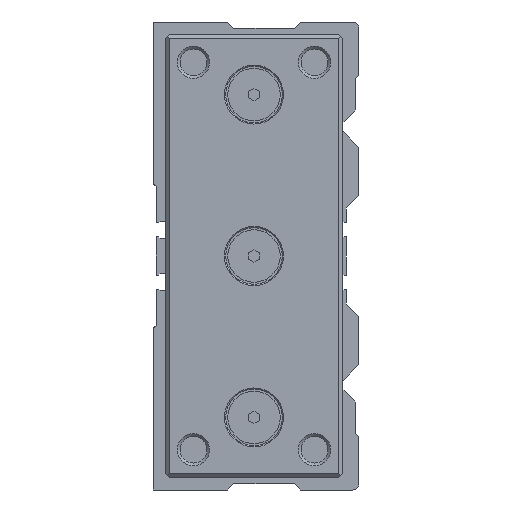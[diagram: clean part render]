
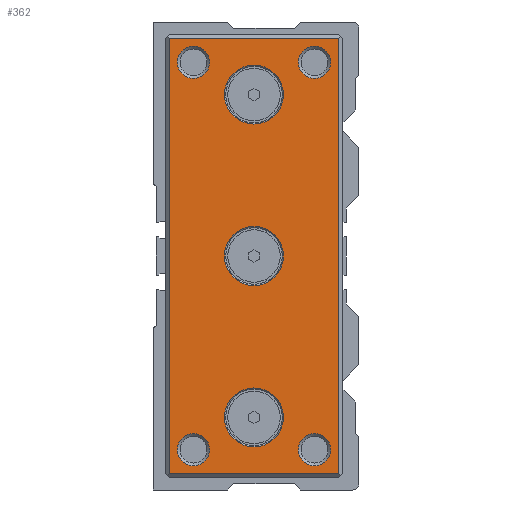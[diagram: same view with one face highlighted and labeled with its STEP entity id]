
A CAD part, left-side view. The second image highlights one B-rep face of the part: STEP entity #362.
In plain terms, the highlighted planar face has unit normal (-1, 0, 0).
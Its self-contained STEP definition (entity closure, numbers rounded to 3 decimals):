
#362 = ADVANCED_FACE( '', ( #818, #819, #820, #821, #822, #823, #824, #825 ), #826, .F. );
#818 = FACE_BOUND( '', #1378, .T. );
#819 = FACE_OUTER_BOUND( '', #1379, .T. );
#820 = FACE_BOUND( '', #1380, .T. );
#821 = FACE_BOUND( '', #1381, .T. );
#822 = FACE_BOUND( '', #1382, .T. );
#823 = FACE_BOUND( '', #1383, .T. );
#824 = FACE_BOUND( '', #1384, .T. );
#825 = FACE_BOUND( '', #1385, .T. );
#826 = PLANE( '', #1386 );
#1378 = EDGE_LOOP( '', ( #2732 ) );
#1379 = EDGE_LOOP( '', ( #2733, #2734, #2735, #2736 ) );
#1380 = EDGE_LOOP( '', ( #2737 ) );
#1381 = EDGE_LOOP( '', ( #2738 ) );
#1382 = EDGE_LOOP( '', ( #2739 ) );
#1383 = EDGE_LOOP( '', ( #2740 ) );
#1384 = EDGE_LOOP( '', ( #2741 ) );
#1385 = EDGE_LOOP( '', ( #2742 ) );
#1386 = AXIS2_PLACEMENT_3D( '', #2743, #2744, #2745 );
#2732 = ORIENTED_EDGE( '', *, *, #3543, .T. );
#2733 = ORIENTED_EDGE( '', *, *, #3544, .T. );
#2734 = ORIENTED_EDGE( '', *, *, #3513, .T. );
#2735 = ORIENTED_EDGE( '', *, *, #3545, .F. );
#2736 = ORIENTED_EDGE( '', *, *, #3527, .F. );
#2737 = ORIENTED_EDGE( '', *, *, #3546, .T. );
#2738 = ORIENTED_EDGE( '', *, *, #3547, .T. );
#2739 = ORIENTED_EDGE( '', *, *, #3548, .T. );
#2740 = ORIENTED_EDGE( '', *, *, #3549, .T. );
#2741 = ORIENTED_EDGE( '', *, *, #3550, .T. );
#2742 = ORIENTED_EDGE( '', *, *, #3551, .T. );
#2743 = CARTESIAN_POINT( '', ( -14., 0., 0. ) );
#2744 = DIRECTION( '', ( 1., 0., 0. ) );
#2745 = DIRECTION( '', ( 0., 0., -1. ) );
#3513 = EDGE_CURVE( '', #4243, #4241, #4244, .T. );
#3527 = EDGE_CURVE( '', #4269, #4271, #4272, .T. );
#3543 = EDGE_CURVE( '', #4302, #4302, #4303, .T. );
#3544 = EDGE_CURVE( '', #4269, #4243, #4304, .T. );
#3545 = EDGE_CURVE( '', #4271, #4241, #4305, .T. );
#3546 = EDGE_CURVE( '', #4306, #4306, #4307, .T. );
#3547 = EDGE_CURVE( '', #4308, #4308, #4309, .T. );
#3548 = EDGE_CURVE( '', #4310, #4310, #4311, .T. );
#3549 = EDGE_CURVE( '', #4312, #4312, #4313, .T. );
#3550 = EDGE_CURVE( '', #4314, #4314, #4315, .T. );
#3551 = EDGE_CURVE( '', #4316, #4316, #4317, .T. );
#4241 = VERTEX_POINT( '', #5346 );
#4243 = VERTEX_POINT( '', #5349 );
#4244 = LINE( '', #5350, #5351 );
#4269 = VERTEX_POINT( '', #5388 );
#4271 = VERTEX_POINT( '', #5391 );
#4272 = LINE( '', #5392, #5393 );
#4302 = VERTEX_POINT( '', #5436 );
#4303 = CIRCLE( '', #5437, 7.3 );
#4304 = LINE( '', #5438, #5439 );
#4305 = LINE( '', #5440, #5441 );
#4306 = VERTEX_POINT( '', #5442 );
#4307 = CIRCLE( '', #5443, 4. );
#4308 = VERTEX_POINT( '', #5444 );
#4309 = CIRCLE( '', #5445, 4. );
#4310 = VERTEX_POINT( '', #5446 );
#4311 = CIRCLE( '', #5447, 4. );
#4312 = VERTEX_POINT( '', #5448 );
#4313 = CIRCLE( '', #5449, 4. );
#4314 = VERTEX_POINT( '', #5450 );
#4315 = CIRCLE( '', #5451, 7.3 );
#4316 = VERTEX_POINT( '', #5452 );
#4317 = CIRCLE( '', #5453, 7.3 );
#5346 = CARTESIAN_POINT( '', ( -14., -21., -54. ) );
#5349 = CARTESIAN_POINT( '', ( -14., 21., -54. ) );
#5350 = CARTESIAN_POINT( '', ( -14., 22., -54. ) );
#5351 = VECTOR( '', #6256, 1000. );
#5388 = CARTESIAN_POINT( '', ( -14., 21., 54. ) );
#5391 = CARTESIAN_POINT( '', ( -14., -21., 54. ) );
#5392 = CARTESIAN_POINT( '', ( -14., 22., 54. ) );
#5393 = VECTOR( '', #6270, 1000. );
#5436 = CARTESIAN_POINT( '', ( -14., 0., -7.3 ) );
#5437 = AXIS2_PLACEMENT_3D( '', #6290, #6291, #6292 );
#5438 = CARTESIAN_POINT( '', ( -14., 21., 55. ) );
#5439 = VECTOR( '', #6293, 1000. );
#5440 = CARTESIAN_POINT( '', ( -14., -21., 55. ) );
#5441 = VECTOR( '', #6294, 1000. );
#5442 = CARTESIAN_POINT( '', ( -14., 15., -52. ) );
#5443 = AXIS2_PLACEMENT_3D( '', #6295, #6296, #6297 );
#5444 = CARTESIAN_POINT( '', ( -14., -15., 44. ) );
#5445 = AXIS2_PLACEMENT_3D( '', #6298, #6299, #6300 );
#5446 = CARTESIAN_POINT( '', ( -14., -15., -52. ) );
#5447 = AXIS2_PLACEMENT_3D( '', #6301, #6302, #6303 );
#5448 = CARTESIAN_POINT( '', ( -14., 15., 44. ) );
#5449 = AXIS2_PLACEMENT_3D( '', #6304, #6305, #6306 );
#5450 = CARTESIAN_POINT( '', ( -14., 0., -47.3 ) );
#5451 = AXIS2_PLACEMENT_3D( '', #6307, #6308, #6309 );
#5452 = CARTESIAN_POINT( '', ( -14., 0., 32.7 ) );
#5453 = AXIS2_PLACEMENT_3D( '', #6310, #6311, #6312 );
#6256 = DIRECTION( '', ( 0., -1., 0. ) );
#6270 = DIRECTION( '', ( 0., -1., 0. ) );
#6290 = CARTESIAN_POINT( '', ( -14., 0., 0. ) );
#6291 = DIRECTION( '', ( 1., 0., 0. ) );
#6292 = DIRECTION( '', ( 0., 0., -1. ) );
#6293 = DIRECTION( '', ( 0., 0., -1. ) );
#6294 = DIRECTION( '', ( 0., 0., -1. ) );
#6295 = CARTESIAN_POINT( '', ( -14., 15., -48. ) );
#6296 = DIRECTION( '', ( 1., 0., 0. ) );
#6297 = DIRECTION( '', ( 0., 0., -1. ) );
#6298 = CARTESIAN_POINT( '', ( -14., -15., 48. ) );
#6299 = DIRECTION( '', ( 1., 0., 0. ) );
#6300 = DIRECTION( '', ( 0., 0., -1. ) );
#6301 = CARTESIAN_POINT( '', ( -14., -15., -48. ) );
#6302 = DIRECTION( '', ( 1., 0., 0. ) );
#6303 = DIRECTION( '', ( 0., 0., -1. ) );
#6304 = CARTESIAN_POINT( '', ( -14., 15., 48. ) );
#6305 = DIRECTION( '', ( 1., 0., 0. ) );
#6306 = DIRECTION( '', ( 0., 0., -1. ) );
#6307 = CARTESIAN_POINT( '', ( -14., 0., -40. ) );
#6308 = DIRECTION( '', ( 1., 0., 0. ) );
#6309 = DIRECTION( '', ( 0., 0., -1. ) );
#6310 = CARTESIAN_POINT( '', ( -14., 0., 40. ) );
#6311 = DIRECTION( '', ( 1., 0., 0. ) );
#6312 = DIRECTION( '', ( 0., 0., -1. ) );
